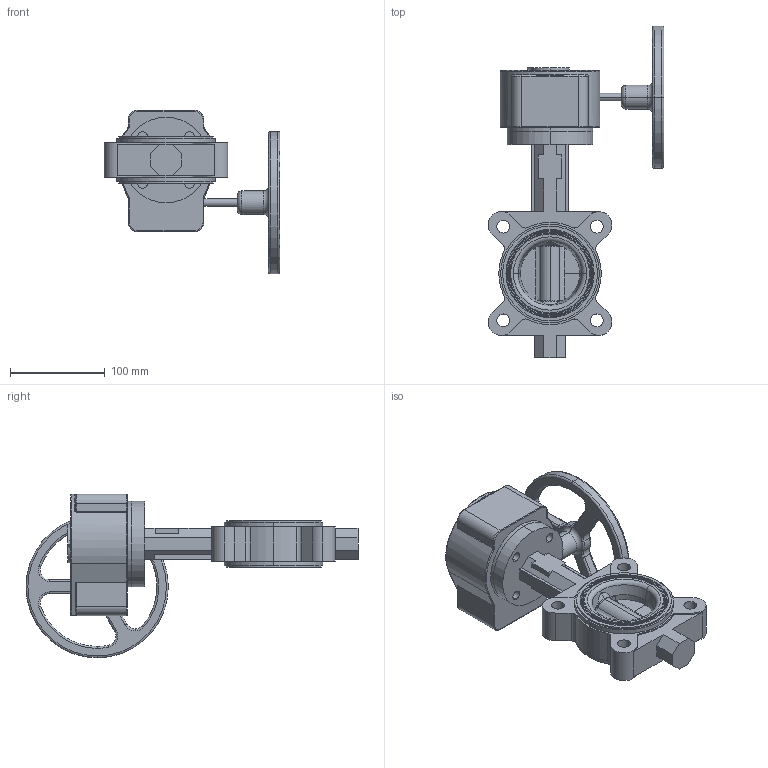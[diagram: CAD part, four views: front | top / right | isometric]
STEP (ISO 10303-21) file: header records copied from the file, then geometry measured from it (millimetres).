
FILE_DESCRIPTION (( 'STEP AP214' ), '1' );
FILE_NAME ('NS-0250-LUG-GEAR.step', '2019-03-07T20:47:17', ( '' ), ( '' ), 'SwSTEP 2.0', 'SolidWorks 2019', '' );
FILE_SCHEMA (( 'AUTOMOTIVE_DESIGN' ));
Length unit declared in the file: inch
Products named in the file (1): NS-0250-LUG-GEAR
Bounding box: 185.27 x 350 x 172.54 mm (x, y, z)
Surface area: 164353.3 mm2 (no closed solid volume)
Topology: 0 solids, 5 shells, 355 faces, 923 edges, 577 vertices
Faces by surface type: cylinder 140, plane 84, torus 80, bspline 34, cone 16, sphere 1
Entity records: 19669 total; most frequent: CARTESIAN_POINT 6357, DIRECTION 1898, ORIENTED_EDGE 1769, EDGE_CURVE 922, AXIS2_PLACEMENT_3D 778, VERTEX_POINT 577, CIRCLE 456, EDGE_LOOP 390
